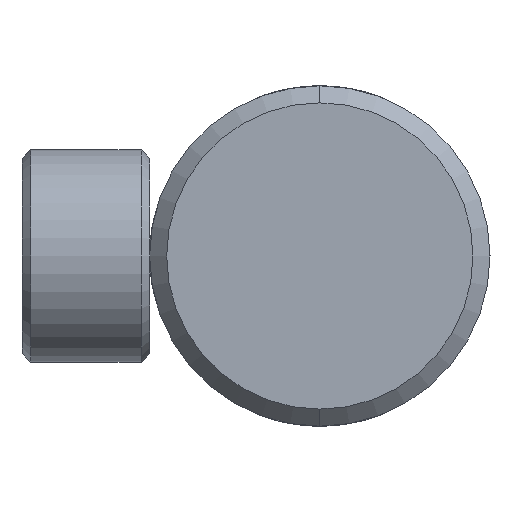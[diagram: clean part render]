
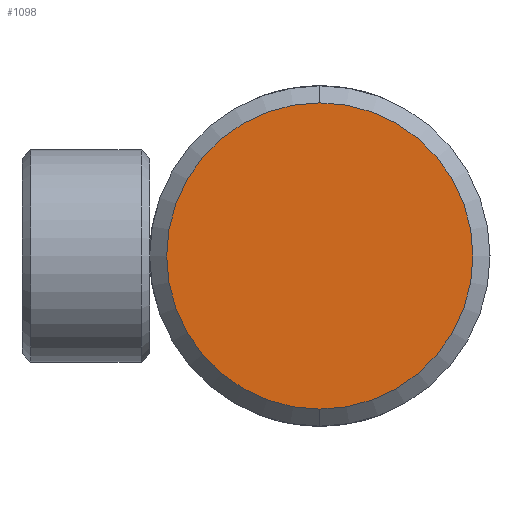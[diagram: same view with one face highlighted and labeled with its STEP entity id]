
A CAD part, left-side view. The second image highlights one B-rep face of the part: STEP entity #1098.
In plain terms, the highlighted planar face has unit normal (-1, 0, 0).
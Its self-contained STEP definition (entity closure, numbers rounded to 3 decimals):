
#50 = FACE_OUTER_BOUND ( 'NONE', #2031, .T. ) ;
#149 = CARTESIAN_POINT ( 'NONE',  ( -32., 0., 18. ) ) ;
#365 = VERTEX_POINT ( 'NONE', #2773 ) ;
#487 = DIRECTION ( 'NONE',  ( 0., 0., -1. ) ) ;
#580 = ORIENTED_EDGE ( 'NONE', *, *, #926, .T. ) ;
#583 = CARTESIAN_POINT ( 'NONE',  ( -32., 0., 0. ) ) ;
#797 = DIRECTION ( 'NONE',  ( 0., 0., -1. ) ) ;
#926 = EDGE_CURVE ( 'NONE', #2668, #365, #2240, .T. ) ;
#1098 = ADVANCED_FACE ( 'NONE', ( #50 ), #1663, .F. ) ;
#1107 = DIRECTION ( 'NONE',  ( 0., 0., -1. ) ) ;
#1183 = CIRCLE ( 'NONE', #2856, 18. ) ;
#1663 = PLANE ( 'NONE',  #2037 ) ;
#1781 = EDGE_CURVE ( 'NONE', #365, #2668, #1183, .T. ) ;
#1833 = DIRECTION ( 'NONE',  ( -1., 0., 0. ) ) ;
#1878 = DIRECTION ( 'NONE',  ( 1., 0., 0. ) ) ;
#1915 = ORIENTED_EDGE ( 'NONE', *, *, #1781, .T. ) ;
#2031 = EDGE_LOOP ( 'NONE', ( #1915, #580 ) ) ;
#2037 = AXIS2_PLACEMENT_3D ( 'NONE', #2570, #1878, #487 ) ;
#2069 = CARTESIAN_POINT ( 'NONE',  ( -32., 0., 0. ) ) ;
#2166 = DIRECTION ( 'NONE',  ( -1., 0., 0. ) ) ;
#2240 = CIRCLE ( 'NONE', #2861, 18. ) ;
#2570 = CARTESIAN_POINT ( 'NONE',  ( -32., 20., 0. ) ) ;
#2668 = VERTEX_POINT ( 'NONE', #149 ) ;
#2773 = CARTESIAN_POINT ( 'NONE',  ( -32., 0., -18. ) ) ;
#2856 = AXIS2_PLACEMENT_3D ( 'NONE', #583, #2166, #797 ) ;
#2861 = AXIS2_PLACEMENT_3D ( 'NONE', #2069, #1833, #1107 ) ;
